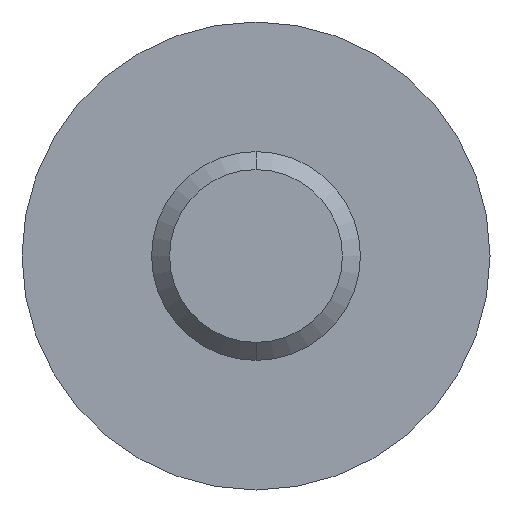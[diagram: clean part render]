
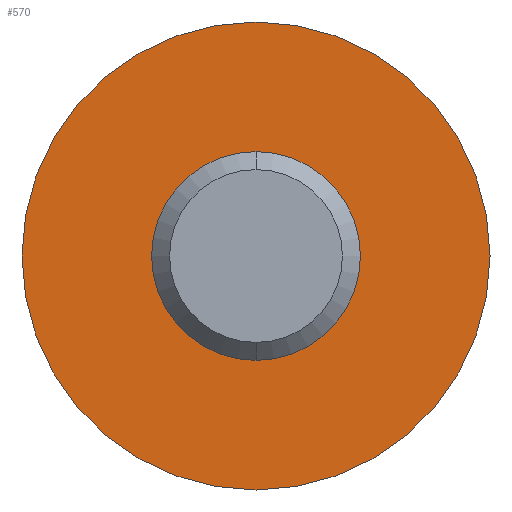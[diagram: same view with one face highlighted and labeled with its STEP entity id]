
A CAD part, front view. The second image highlights one B-rep face of the part: STEP entity #570.
In plain terms, the highlighted planar face has unit normal (0, -1, 0).
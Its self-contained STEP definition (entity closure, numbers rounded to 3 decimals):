
#8 = EDGE_CURVE ( 'NONE', #933, #130, #280, .T. ) ;
#29 = FACE_BOUND ( 'NONE', #557, .T. ) ;
#79 = ORIENTED_EDGE ( 'NONE', *, *, #402, .F. ) ;
#88 = DIRECTION ( 'NONE',  ( 0., 0., -1. ) ) ;
#114 = EDGE_CURVE ( 'NONE', #796, #225, #646, .T. ) ;
#126 = ORIENTED_EDGE ( 'NONE', *, *, #575, .F. ) ;
#129 = CARTESIAN_POINT ( 'NONE',  ( 0., -1.2, 0. ) ) ;
#130 = VERTEX_POINT ( 'NONE', #308 ) ;
#143 = CARTESIAN_POINT ( 'NONE',  ( 0., -1.2, 0. ) ) ;
#204 = EDGE_LOOP ( 'NONE', ( #79, #716 ) ) ;
#225 = VERTEX_POINT ( 'NONE', #252 ) ;
#252 = CARTESIAN_POINT ( 'NONE',  ( 0., -1.2, -6.5 ) ) ;
#280 = CIRCLE ( 'NONE', #305, 2.9 ) ;
#283 = DIRECTION ( 'NONE',  ( 0., 0., 1. ) ) ;
#305 = AXIS2_PLACEMENT_3D ( 'NONE', #143, #661, #444 ) ;
#308 = CARTESIAN_POINT ( 'NONE',  ( 0., -1.2, -2.9 ) ) ;
#313 = AXIS2_PLACEMENT_3D ( 'NONE', #886, #904, #283 ) ;
#359 = CARTESIAN_POINT ( 'NONE',  ( 0., -1.2, 0. ) ) ;
#376 = DIRECTION ( 'NONE',  ( 0., 1., 0. ) ) ;
#402 = EDGE_CURVE ( 'NONE', #225, #796, #967, .T. ) ;
#444 = DIRECTION ( 'NONE',  ( 0., 0., -1. ) ) ;
#464 = ORIENTED_EDGE ( 'NONE', *, *, #8, .F. ) ;
#518 = AXIS2_PLACEMENT_3D ( 'NONE', #535, #376, #88 ) ;
#535 = CARTESIAN_POINT ( 'NONE',  ( 0., -1.2, 0. ) ) ;
#557 = EDGE_LOOP ( 'NONE', ( #126, #464 ) ) ;
#570 = ADVANCED_FACE ( 'NONE', ( #29, #812 ), #583, .F. ) ;
#575 = EDGE_CURVE ( 'NONE', #130, #933, #701, .T. ) ;
#583 = PLANE ( 'NONE',  #313 ) ;
#595 = DIRECTION ( 'NONE',  ( 0., 0., -1. ) ) ;
#602 = CARTESIAN_POINT ( 'NONE',  ( 0., -1.2, 6.5 ) ) ;
#632 = AXIS2_PLACEMENT_3D ( 'NONE', #129, #726, #727 ) ;
#646 = CIRCLE ( 'NONE', #518, 6.5 ) ;
#651 = AXIS2_PLACEMENT_3D ( 'NONE', #359, #813, #595 ) ;
#661 = DIRECTION ( 'NONE',  ( 0., -1., 0. ) ) ;
#701 = CIRCLE ( 'NONE', #651, 2.9 ) ;
#716 = ORIENTED_EDGE ( 'NONE', *, *, #114, .F. ) ;
#726 = DIRECTION ( 'NONE',  ( 0., 1., 0. ) ) ;
#727 = DIRECTION ( 'NONE',  ( 0., 0., -1. ) ) ;
#750 = CARTESIAN_POINT ( 'NONE',  ( 0., -1.2, 2.9 ) ) ;
#796 = VERTEX_POINT ( 'NONE', #602 ) ;
#812 = FACE_OUTER_BOUND ( 'NONE', #204, .T. ) ;
#813 = DIRECTION ( 'NONE',  ( 0., -1., 0. ) ) ;
#886 = CARTESIAN_POINT ( 'NONE',  ( 0., -1.2, 0. ) ) ;
#904 = DIRECTION ( 'NONE',  ( 0., 1., 0. ) ) ;
#933 = VERTEX_POINT ( 'NONE', #750 ) ;
#967 = CIRCLE ( 'NONE', #632, 6.5 ) ;
